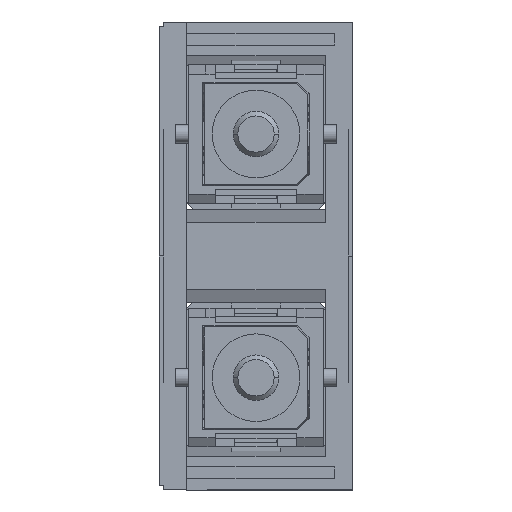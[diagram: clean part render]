
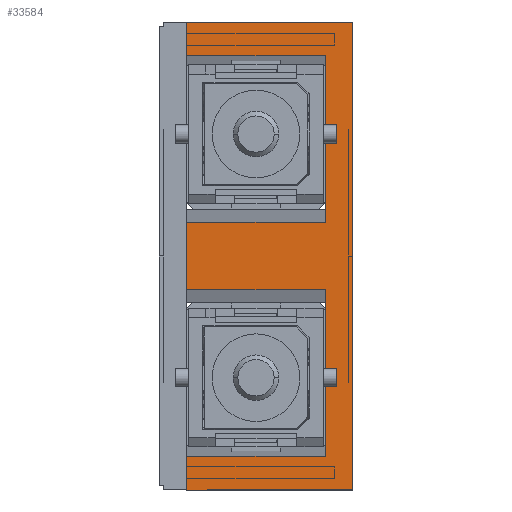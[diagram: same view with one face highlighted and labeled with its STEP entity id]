
A CAD part, left-side view. The second image highlights one B-rep face of the part: STEP entity #33584.
In plain terms, the highlighted face is planar.
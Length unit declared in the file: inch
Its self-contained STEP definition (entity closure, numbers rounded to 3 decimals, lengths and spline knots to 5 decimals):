
#51 = EDGE_LOOP ( 'NONE', ( #11779, #2765, #17974, #36342, #7742, #6814, #30442, #11910, #16317, #14455, #34725, #27948 ) ) ;
#264 = CARTESIAN_POINT ( 'NONE',  ( 0., 0.3, -0.941 ) ) ;
#811 = DIRECTION ( 'NONE',  ( 0., -1., 0. ) ) ;
#839 = CARTESIAN_POINT ( 'NONE',  ( 0., 0.3, -0.073 ) ) ;
#1450 = CARTESIAN_POINT ( 'NONE',  ( 0., 0., -0.073 ) ) ;
#1567 = LINE ( 'NONE', #18608, #25523 ) ;
#1599 = VERTEX_POINT ( 'NONE', #1450 ) ;
#2467 = VERTEX_POINT ( 'NONE', #34928 ) ;
#2765 = ORIENTED_EDGE ( 'NONE', *, *, #30265, .T. ) ;
#3434 = EDGE_CURVE ( 'NONE', #4652, #16631, #34055, .T. ) ;
#3828 = VECTOR ( 'NONE', #13293, 39.37008 ) ;
#4163 = VECTOR ( 'NONE', #26553, 39.37008 ) ;
#4652 = VERTEX_POINT ( 'NONE', #22234 ) ;
#4886 = VECTOR ( 'NONE', #811, 39.37008 ) ;
#4926 = LINE ( 'NONE', #32693, #3828 ) ;
#4996 = EDGE_CURVE ( 'NONE', #17791, #19505, #15020, .T. ) ;
#5208 = LINE ( 'NONE', #264, #10779 ) ;
#5601 = CARTESIAN_POINT ( 'NONE',  ( 0., 0., -0.407 ) ) ;
#6540 = CARTESIAN_POINT ( 'NONE',  ( 0., 0., -0.1 ) ) ;
#6814 = ORIENTED_EDGE ( 'NONE', *, *, #11175, .T. ) ;
#7742 = ORIENTED_EDGE ( 'NONE', *, *, #9313, .F. ) ;
#8645 = VECTOR ( 'NONE', #32022, 39.37008 ) ;
#9313 = EDGE_CURVE ( 'NONE', #27741, #4652, #1567, .T. ) ;
#9496 = PLANE ( 'NONE',  #21714 ) ;
#9829 = EDGE_CURVE ( 'NONE', #2467, #11449, #5208, .T. ) ;
#9906 = LINE ( 'NONE', #15677, #34427 ) ;
#10065 = EDGE_CURVE ( 'NONE', #19505, #20633, #21466, .T. ) ;
#10779 = VECTOR ( 'NONE', #14133, 39.37008 ) ;
#10872 = VECTOR ( 'NONE', #16453, 39.37008 ) ;
#10988 = CARTESIAN_POINT ( 'NONE',  ( 0., 0., -1.014 ) ) ;
#11175 = EDGE_CURVE ( 'NONE', #27741, #2467, #34738, .T. ) ;
#11449 = VERTEX_POINT ( 'NONE', #36112 ) ;
#11708 = CARTESIAN_POINT ( 'NONE',  ( 0., 0., 0. ) ) ;
#11779 = ORIENTED_EDGE ( 'NONE', *, *, #26486, .F. ) ;
#11910 = ORIENTED_EDGE ( 'NONE', *, *, #26233, .T. ) ;
#12980 = DIRECTION ( 'NONE',  ( 0., 0., 1. ) ) ;
#13032 = DIRECTION ( 'NONE',  ( 0., 0., -1. ) ) ;
#13293 = DIRECTION ( 'NONE',  ( 0., -1., 0. ) ) ;
#14133 = DIRECTION ( 'NONE',  ( 0., -1., 0. ) ) ;
#14455 = ORIENTED_EDGE ( 'NONE', *, *, #4996, .T. ) ;
#15020 = LINE ( 'NONE', #34748, #16697 ) ;
#15250 = DIRECTION ( 'NONE',  ( 1., 0., 0. ) ) ;
#15677 = CARTESIAN_POINT ( 'NONE',  ( 0., 0.3, -0.914 ) ) ;
#16103 = LINE ( 'NONE', #33240, #10872 ) ;
#16129 = VERTEX_POINT ( 'NONE', #10988 ) ;
#16317 = ORIENTED_EDGE ( 'NONE', *, *, #19410, .T. ) ;
#16453 = DIRECTION ( 'NONE',  ( 0., 1., 0. ) ) ;
#16631 = VERTEX_POINT ( 'NONE', #22364 ) ;
#16697 = VECTOR ( 'NONE', #12980, 39.37008 ) ;
#16926 = DIRECTION ( 'NONE',  ( 0., 0., 1. ) ) ;
#17312 = LINE ( 'NONE', #839, #4163 ) ;
#17791 = VERTEX_POINT ( 'NONE', #20663 ) ;
#17974 = ORIENTED_EDGE ( 'NONE', *, *, #20932, .T. ) ;
#18456 = VERTEX_POINT ( 'NONE', #20400 ) ;
#18535 = CARTESIAN_POINT ( 'NONE',  ( 0., 0.3, -0.58 ) ) ;
#18608 = CARTESIAN_POINT ( 'NONE',  ( 0., 0.3, -0.58 ) ) ;
#18916 = VECTOR ( 'NONE', #27964, 39.37008 ) ;
#19410 = EDGE_CURVE ( 'NONE', #16129, #17791, #16103, .T. ) ;
#19433 = LINE ( 'NONE', #24786, #18916 ) ;
#19505 = VERTEX_POINT ( 'NONE', #36381 ) ;
#19888 = LINE ( 'NONE', #36477, #30921 ) ;
#20400 = CARTESIAN_POINT ( 'NONE',  ( 0., 0.3, -0.434 ) ) ;
#20633 = VERTEX_POINT ( 'NONE', #29679 ) ;
#20663 = CARTESIAN_POINT ( 'NONE',  ( 0., 0.36, -1.014 ) ) ;
#20756 = CARTESIAN_POINT ( 'NONE',  ( 0., 0.3, -0.914 ) ) ;
#20932 = EDGE_CURVE ( 'NONE', #18456, #16631, #4926, .T. ) ;
#21466 = LINE ( 'NONE', #11708, #4886 ) ;
#21714 = AXIS2_PLACEMENT_3D ( 'NONE', #6540, #15250, #13032 ) ;
#22234 = CARTESIAN_POINT ( 'NONE',  ( 0., 0., -0.58 ) ) ;
#22364 = CARTESIAN_POINT ( 'NONE',  ( 0., 0., -0.434 ) ) ;
#24614 = VERTEX_POINT ( 'NONE', #30749 ) ;
#24786 = CARTESIAN_POINT ( 'NONE',  ( 0., 0., -1.014 ) ) ;
#25429 = DIRECTION ( 'NONE',  ( 0., 0., -1. ) ) ;
#25473 = EDGE_CURVE ( 'NONE', #20633, #1599, #19888, .T. ) ;
#25523 = VECTOR ( 'NONE', #27116, 39.37008 ) ;
#26233 = EDGE_CURVE ( 'NONE', #11449, #16129, #19433, .T. ) ;
#26486 = EDGE_CURVE ( 'NONE', #24614, #1599, #17312, .T. ) ;
#26553 = DIRECTION ( 'NONE',  ( 0., -1., 0. ) ) ;
#26608 = DIRECTION ( 'NONE',  ( 0., 0., -1. ) ) ;
#27116 = DIRECTION ( 'NONE',  ( 0., -1., 0. ) ) ;
#27741 = VERTEX_POINT ( 'NONE', #18535 ) ;
#27948 = ORIENTED_EDGE ( 'NONE', *, *, #25473, .T. ) ;
#27964 = DIRECTION ( 'NONE',  ( 0., 0., -1. ) ) ;
#29679 = CARTESIAN_POINT ( 'NONE',  ( 0., 0., 0. ) ) ;
#30265 = EDGE_CURVE ( 'NONE', #24614, #18456, #9906, .T. ) ;
#30442 = ORIENTED_EDGE ( 'NONE', *, *, #9829, .T. ) ;
#30749 = CARTESIAN_POINT ( 'NONE',  ( 0., 0.3, -0.073 ) ) ;
#30921 = VECTOR ( 'NONE', #25429, 39.37008 ) ;
#31344 = VECTOR ( 'NONE', #16926, 39.37008 ) ;
#31893 = FACE_OUTER_BOUND ( 'NONE', #51, .T. ) ;
#32022 = DIRECTION ( 'NONE',  ( 0., 0., -1. ) ) ;
#32693 = CARTESIAN_POINT ( 'NONE',  ( 0., 0.3, -0.434 ) ) ;
#33240 = CARTESIAN_POINT ( 'NONE',  ( 0., 0.36, -1.014 ) ) ;
#33584 = ADVANCED_FACE ( 'NONE', ( #31893 ), #9496, .T. ) ;
#34055 = LINE ( 'NONE', #5601, #31344 ) ;
#34427 = VECTOR ( 'NONE', #26608, 39.37008 ) ;
#34725 = ORIENTED_EDGE ( 'NONE', *, *, #10065, .T. ) ;
#34738 = LINE ( 'NONE', #20756, #8645 ) ;
#34748 = CARTESIAN_POINT ( 'NONE',  ( 0., 0.36, 0. ) ) ;
#34928 = CARTESIAN_POINT ( 'NONE',  ( 0., 0.3, -0.941 ) ) ;
#36112 = CARTESIAN_POINT ( 'NONE',  ( 0., 0., -0.941 ) ) ;
#36342 = ORIENTED_EDGE ( 'NONE', *, *, #3434, .F. ) ;
#36381 = CARTESIAN_POINT ( 'NONE',  ( 0., 0.36, 0. ) ) ;
#36477 = CARTESIAN_POINT ( 'NONE',  ( 0., 0., -0.1 ) ) ;
